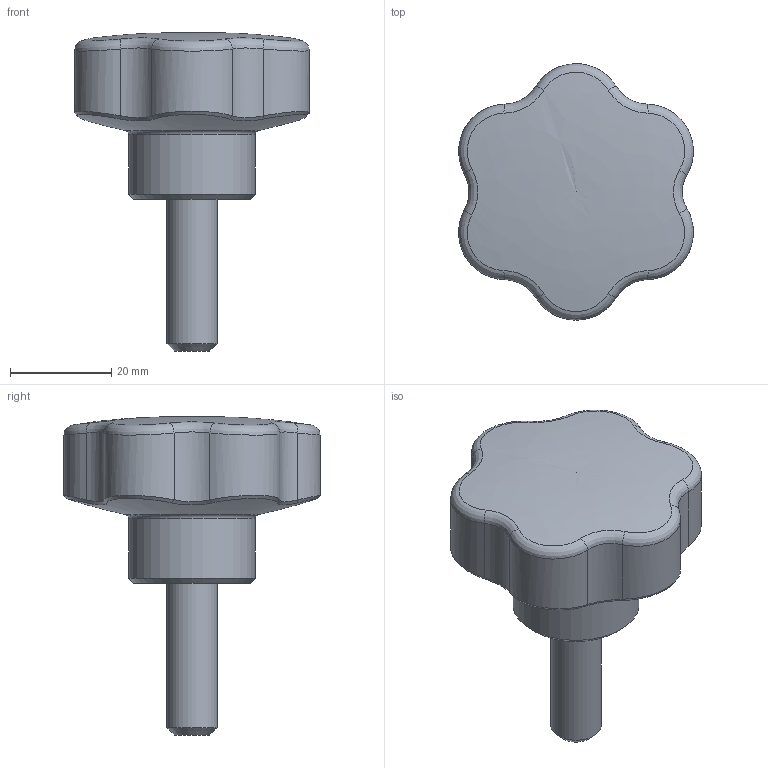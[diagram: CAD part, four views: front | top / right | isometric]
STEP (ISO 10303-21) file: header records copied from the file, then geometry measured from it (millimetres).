
FILE_DESCRIPTION( ( 'Unknown' ), '1' );
FILE_NAME( '6158260_VPX50_M10x30.stp', 'Unknown', ( 'Unknown' ), ( 'Unknown' ), 'PSStep 11.0', 'Unknown', ' ' );
FILE_SCHEMA( ( 'AUTOMOTIVE_DESIGN { 1 0 10303 214 1 1 1 1 }' ) );
Length unit declared in the file: millimetre
Products named in the file (1): 6158260
Bounding box: 46.41 x 50.7 x 62.96 mm (x, y, z)
Volume: 39283.3 mm3; surface area: 8552.2 mm2
Topology: 1 solids, 2 shells, 60 faces, 143 edges, 86 vertices
Faces by surface type: bspline 26, cylinder 15, plane 15, cone 3, torus 1
Full cylindrical faces by diameter (mm): 10 x1, 18.9 x1, 25 x1
Entity records: 6639 total; most frequent: CARTESIAN_POINT 5027, ORIENTED_EDGE 258, DIRECTION 166, EDGE_CURVE 129, VERTEX_POINT 82, EDGE_LOOP 70, AXIS2_PLACEMENT_3D 68, B_SPLINE_CURVE_WITH_KNOTS 66
